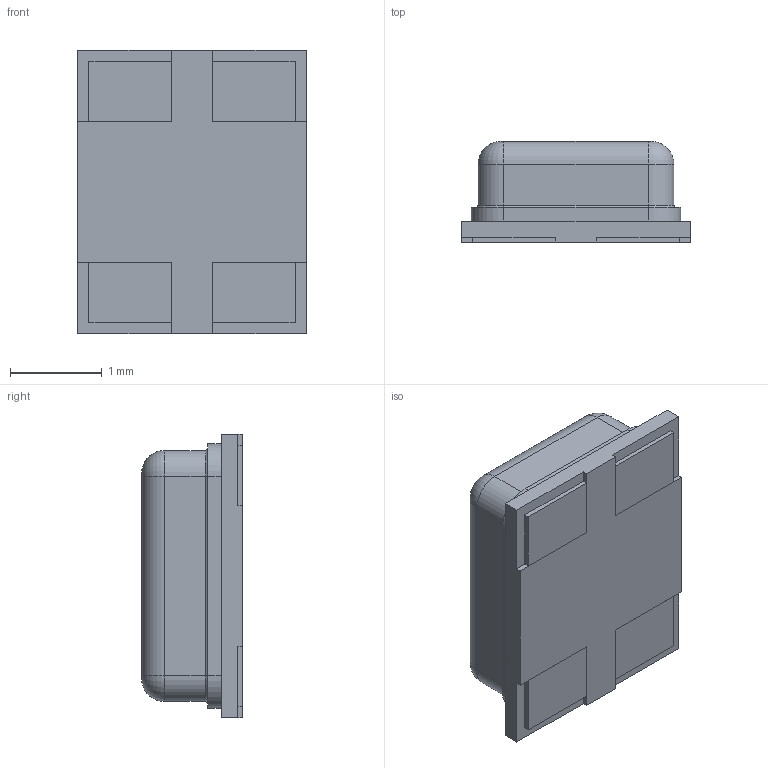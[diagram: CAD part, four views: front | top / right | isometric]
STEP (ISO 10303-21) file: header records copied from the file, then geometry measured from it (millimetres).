
FILE_DESCRIPTION (( 'STEP AP214' ), '1' );
FILE_NAME ('SPW2430HR5H-B.STEP', '2019-02-05T11:22:13', ( '' ), ( '' ), 'SwSTEP 2.0', 'SolidWorks 2017', '' );
FILE_SCHEMA (( 'AUTOMOTIVE_DESIGN' ));
Length unit declared in the file: millimetre
Products named in the file (1): SPW2430HR5H-B
Bounding box: 2.5 x 1.1 x 3.1 mm (x, y, z)
Volume: 2.4 mm3; surface area: 49.6 mm2
Topology: 6 solids, 6 shells, 112 faces, 254 edges, 156 vertices
Faces by surface type: plane 62, cylinder 34, torus 16
Entity records: 3181 total; most frequent: DIRECTION 560, CARTESIAN_POINT 523, ORIENTED_EDGE 508, EDGE_CURVE 254, AXIS2_PLACEMENT_3D 193, LINE 174, VECTOR 174, VERTEX_POINT 156
